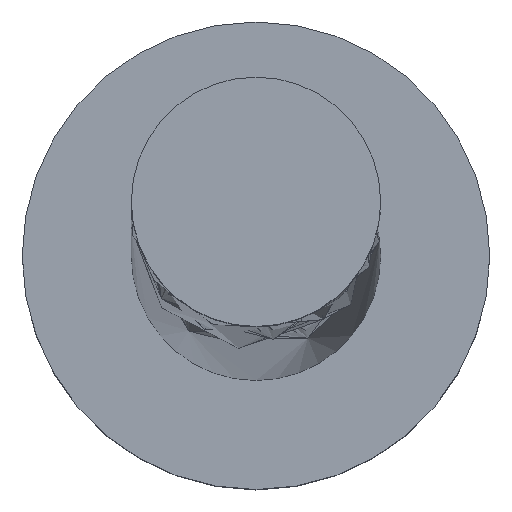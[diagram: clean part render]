
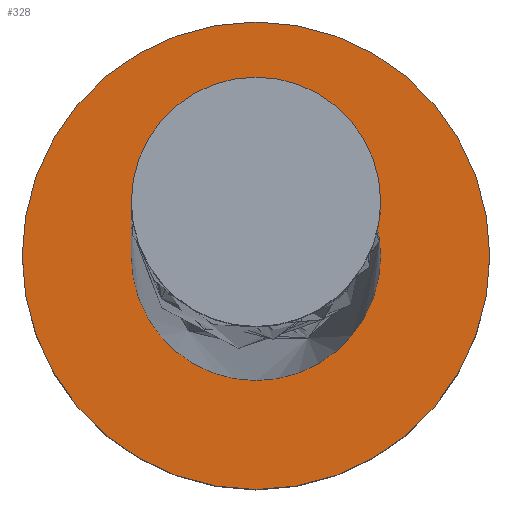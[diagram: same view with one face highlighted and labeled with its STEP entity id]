
A CAD part, top view. The second image highlights one B-rep face of the part: STEP entity #328.
In plain terms, the highlighted planar face has unit normal (0, 0, 1).
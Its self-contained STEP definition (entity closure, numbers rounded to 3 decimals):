
#20 = VERTEX_POINT ( 'NONE', #76 ) ;
#33 = AXIS2_PLACEMENT_3D ( 'NONE', #301, #893, #1434 ) ;
#76 = CARTESIAN_POINT ( 'NONE',  ( 3., 0., 3. ) ) ;
#80 = DIRECTION ( 'NONE',  ( 1., 0., 0. ) ) ;
#113 = CARTESIAN_POINT ( 'NONE',  ( -3., 0., 3. ) ) ;
#234 = CARTESIAN_POINT ( 'NONE',  ( 0., 0., 3. ) ) ;
#292 = CIRCLE ( 'NONE', #1458, 3. ) ;
#301 = CARTESIAN_POINT ( 'NONE',  ( 0., 0., 3. ) ) ;
#328 = ADVANCED_FACE ( 'NONE', ( #1481, #1770 ), #694, .T. ) ;
#412 = VERTEX_POINT ( 'NONE', #1540 ) ;
#416 = EDGE_LOOP ( 'NONE', ( #1496, #1105 ) ) ;
#470 = EDGE_CURVE ( 'NONE', #1537, #412, #603, .T. ) ;
#492 = DIRECTION ( 'NONE',  ( 1., 0., 0. ) ) ;
#529 = AXIS2_PLACEMENT_3D ( 'NONE', #548, #1689, #1871 ) ;
#536 = ORIENTED_EDGE ( 'NONE', *, *, #470, .F. ) ;
#548 = CARTESIAN_POINT ( 'NONE',  ( 0., 0., 3. ) ) ;
#582 = DIRECTION ( 'NONE',  ( 0., 0., 1. ) ) ;
#603 = CIRCLE ( 'NONE', #33, 1.6 ) ;
#633 = VERTEX_POINT ( 'NONE', #113 ) ;
#681 = EDGE_CURVE ( 'NONE', #412, #1537, #1341, .T. ) ;
#694 = PLANE ( 'NONE',  #1679 ) ;
#800 = DIRECTION ( 'NONE',  ( 0., 0., 1. ) ) ;
#804 = CARTESIAN_POINT ( 'NONE',  ( 1.6, 0., 3. ) ) ;
#893 = DIRECTION ( 'NONE',  ( 0., 0., 1. ) ) ;
#914 = DIRECTION ( 'NONE',  ( 1., 0., 0. ) ) ;
#939 = AXIS2_PLACEMENT_3D ( 'NONE', #1486, #582, #914 ) ;
#1001 = CIRCLE ( 'NONE', #939, 3. ) ;
#1006 = ORIENTED_EDGE ( 'NONE', *, *, #681, .F. ) ;
#1105 = ORIENTED_EDGE ( 'NONE', *, *, #1743, .T. ) ;
#1154 = DIRECTION ( 'NONE',  ( 0., 0., 1. ) ) ;
#1175 = EDGE_LOOP ( 'NONE', ( #1006, #536 ) ) ;
#1341 = CIRCLE ( 'NONE', #529, 1.6 ) ;
#1434 = DIRECTION ( 'NONE',  ( 1., 0., 0. ) ) ;
#1458 = AXIS2_PLACEMENT_3D ( 'NONE', #234, #800, #492 ) ;
#1481 = FACE_BOUND ( 'NONE', #1175, .T. ) ;
#1486 = CARTESIAN_POINT ( 'NONE',  ( 0., 0., 3. ) ) ;
#1496 = ORIENTED_EDGE ( 'NONE', *, *, #1606, .T. ) ;
#1537 = VERTEX_POINT ( 'NONE', #804 ) ;
#1540 = CARTESIAN_POINT ( 'NONE',  ( -1.6, 0., 3. ) ) ;
#1606 = EDGE_CURVE ( 'NONE', #633, #20, #292, .T. ) ;
#1679 = AXIS2_PLACEMENT_3D ( 'NONE', #1868, #1154, #80 ) ;
#1689 = DIRECTION ( 'NONE',  ( 0., 0., 1. ) ) ;
#1743 = EDGE_CURVE ( 'NONE', #20, #633, #1001, .T. ) ;
#1770 = FACE_OUTER_BOUND ( 'NONE', #416, .T. ) ;
#1868 = CARTESIAN_POINT ( 'NONE',  ( 0., 0., 3. ) ) ;
#1871 = DIRECTION ( 'NONE',  ( 1., 0., 0. ) ) ;
